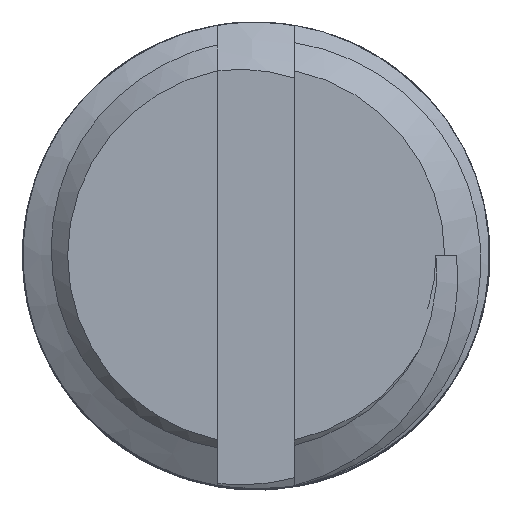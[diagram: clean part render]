
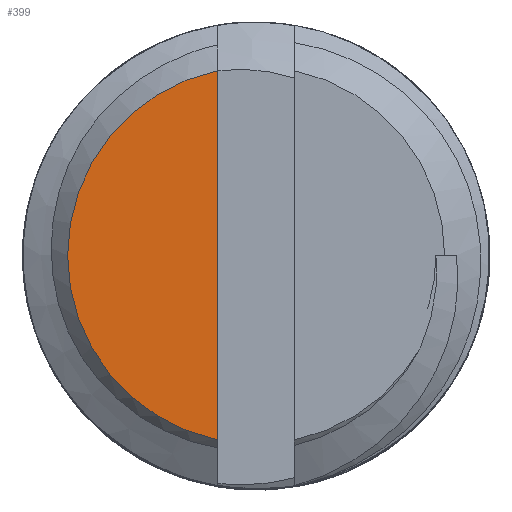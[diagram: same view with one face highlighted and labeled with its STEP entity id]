
A CAD part, top view. The second image highlights one B-rep face of the part: STEP entity #399.
In plain terms, the highlighted planar face has unit normal (0, 0, 1).
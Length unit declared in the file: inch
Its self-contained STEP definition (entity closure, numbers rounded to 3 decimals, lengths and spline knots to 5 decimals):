
#33=CIRCLE('',#426,0.1257);
#42=FACE_OUTER_BOUND('',#66,.T.);
#66=EDGE_LOOP('',(#299,#300));
#99=LINE('',#655,#112);
#112=VECTOR('',#458,0.24617);
#181=VERTEX_POINT('',#650);
#182=VERTEX_POINT('',#654);
#225=EDGE_CURVE('',#182,#181,#99,.T.);
#234=EDGE_CURVE('',#181,#182,#33,.T.);
#299=ORIENTED_EDGE('',*,*,#225,.T.);
#300=ORIENTED_EDGE('',*,*,#234,.T.);
#392=PLANE('',#425);
#399=ADVANCED_FACE('',(#42),#392,.F.);
#425=AXIS2_PLACEMENT_3D('',#703,#461,#462);
#426=AXIS2_PLACEMENT_3D('',#704,#463,#464);
#458=DIRECTION('',(0.,1.,0.));
#461=DIRECTION('center_axis',(0.,0.,-1.));
#462=DIRECTION('ref_axis',(-1.,0.,0.));
#463=DIRECTION('center_axis',(0.,0.,1.));
#464=DIRECTION('ref_axis',(1.,0.,0.));
#650=CARTESIAN_POINT('',(-0.0255,0.12309,0.25));
#654=CARTESIAN_POINT('',(-0.0255,-0.12309,0.25));
#655=CARTESIAN_POINT('',(-0.0255,0.,0.25));
#703=CARTESIAN_POINT('Origin',(0.,0.,0.25));
#704=CARTESIAN_POINT('Origin',(0.,0.,0.25));
